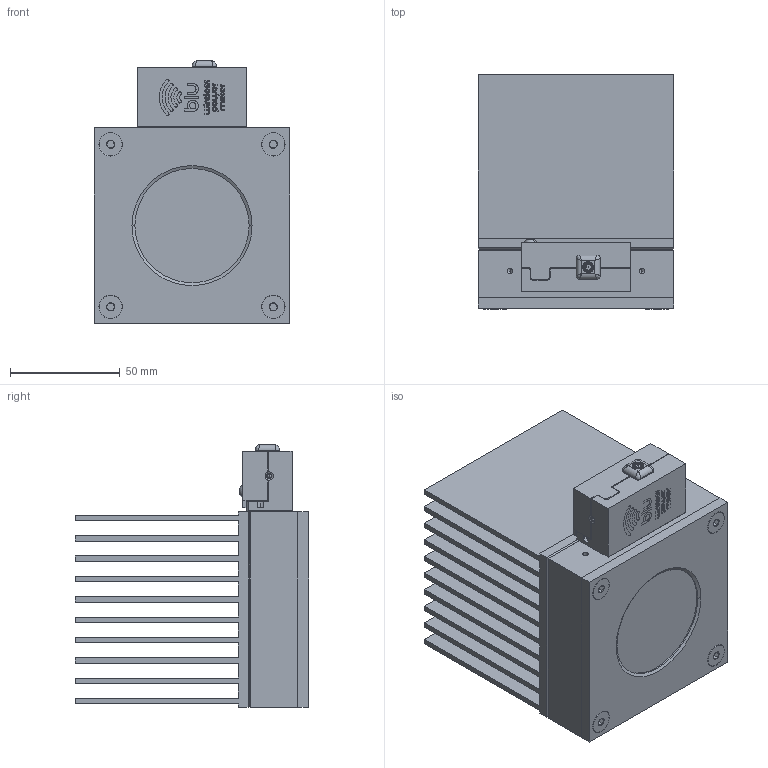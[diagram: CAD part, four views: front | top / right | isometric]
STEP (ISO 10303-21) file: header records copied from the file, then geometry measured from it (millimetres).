
FILE_DESCRIPTION (( 'STEP AP214' ), '1' );
FILE_NAME ('SK-9987 UP52N-100H-QED-BLU-D0.STEP', '2019-06-19T20:55:08', ( '' ), ( '' ), 'SwSTEP 2.0', 'SolidWorks 2018', '' );
FILE_SCHEMA (( 'AUTOMOTIVE_DESIGN' ));
Length unit declared in the file: millimetre
Products named in the file (1): SK-9987 UP52N-100H-QED-BLU-D0
Bounding box: 89 x 106.36 x 119.57 mm (x, y, z)
Volume: 440564.2 mm3; surface area: 214802.3 mm2
Topology: 19 solids, 28 shells, 2152 faces, 5873 edges, 3853 vertices
Faces by surface type: plane 946, cylinder 601, bspline 469, cone 115, torus 16, sphere 5
Entity records: 186103 total; most frequent: CARTESIAN_POINT 113101, ORIENTED_EDGE 11736, DIRECTION 7966, EDGE_CURVE 5868, VERTEX_POINT 3853, LINE 3328, VECTOR 3328, AXIS2_PLACEMENT_3D 2319
